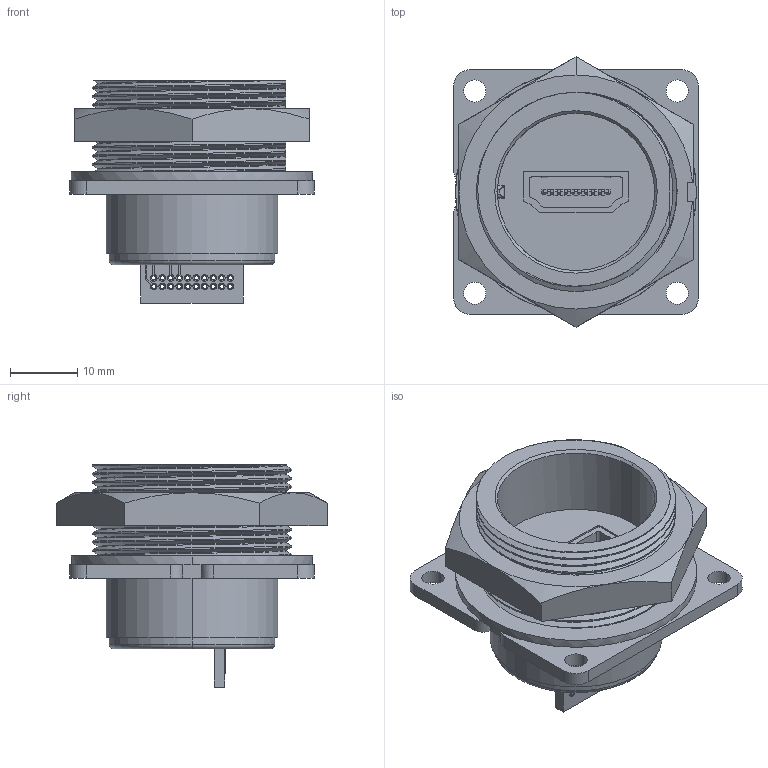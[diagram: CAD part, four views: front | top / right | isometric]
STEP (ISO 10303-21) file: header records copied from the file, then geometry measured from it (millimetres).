
FILE_DESCRIPTION (( 'STEP AP203' ), '1' );
FILE_NAME ('DCP-HDMIT-SC.STEP', '2014-03-26T20:00:31', ( '' ), ( '' ), 'SwSTEP 2.0', 'SolidWorks 2014', '' );
FILE_SCHEMA (( 'CONFIG_CONTROL_DESIGN' ));
Length unit declared in the file: millimetre
Products named in the file (1): DCP-HDMIT-SC
Bounding box: 36.53 x 40.33 x 33.15 mm (x, y, z)
Volume: 14916.6 mm3; surface area: 9425.6 mm2
Topology: 2 solids, 4 shells, 559 faces, 1522 edges, 1006 vertices
Faces by surface type: plane 280, cylinder 237, bspline 29, cone 9, torus 4
Entity records: 26767 total; most frequent: CARTESIAN_POINT 12737, ORIENTED_EDGE 3040, DIRECTION 2754, EDGE_CURVE 1520, VERTEX_POINT 1006, LINE 944, VECTOR 944, AXIS2_PLACEMENT_3D 905
